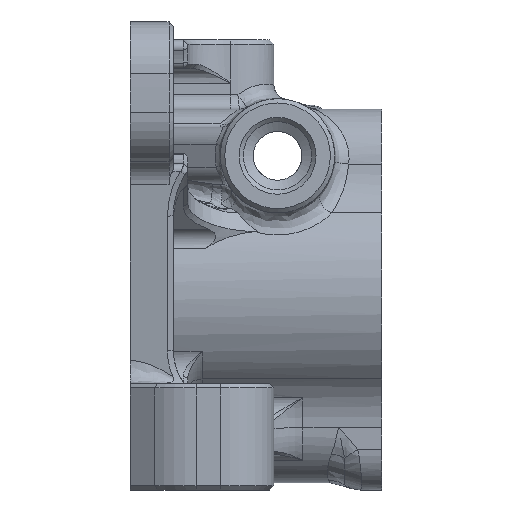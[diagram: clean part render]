
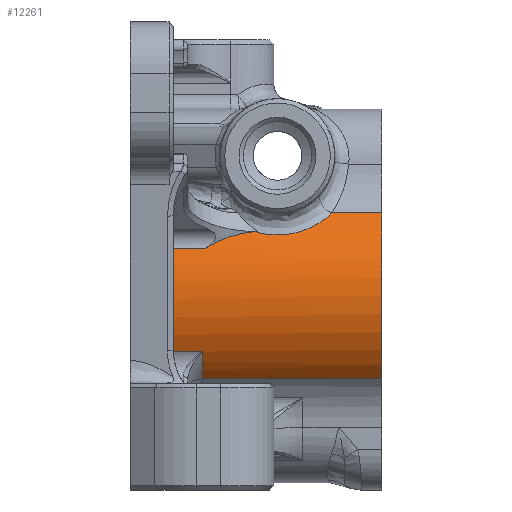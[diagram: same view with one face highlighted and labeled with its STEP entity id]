
A CAD part, left-side view. The second image highlights one B-rep face of the part: STEP entity #12261.
In plain terms, the highlighted cylindrical face has radius 8 mm (diameter 16 mm), a partial arc.
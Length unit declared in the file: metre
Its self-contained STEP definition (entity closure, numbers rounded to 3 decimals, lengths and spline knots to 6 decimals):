
#557=LINE('',#17316,#1228);
#560=LINE('',#17384,#1231);
#728=LINE('',#19728,#1399);
#924=LINE('',#21075,#1595);
#1228=VECTOR('',#13802,1.);
#1231=VECTOR('',#13815,1.);
#1399=VECTOR('',#14359,1.);
#1595=VECTOR('',#15059,1.);
#2343=B_SPLINE_CURVE_WITH_KNOTS('',3,(#30947,#30948,#30949,#30950,#30951),
 .UNSPECIFIED.,.F.,.F.,(4,1,4),(0.,0.002997,
0.005995),.UNSPECIFIED.);
#2344=B_SPLINE_CURVE_WITH_KNOTS('',3,(#30953,#30954,#30955,#30956),
 .UNSPECIFIED.,.F.,.F.,(4,4),(0.,1.),.UNSPECIFIED.);
#5430=ORIENTED_EDGE('',*,*,#7752,.T.);
#5431=ORIENTED_EDGE('',*,*,#7753,.T.);
#5432=ORIENTED_EDGE('',*,*,#6313,.T.);
#5433=ORIENTED_EDGE('',*,*,#7641,.T.);
#5434=ORIENTED_EDGE('',*,*,#7122,.T.);
#5435=ORIENTED_EDGE('',*,*,#7277,.T.);
#5436=ORIENTED_EDGE('',*,*,#6715,.F.);
#5437=ORIENTED_EDGE('',*,*,#6728,.F.);
#5438=ORIENTED_EDGE('',*,*,#6325,.T.);
#6313=EDGE_CURVE('',#8148,#8149,#557,.T.);
#6325=EDGE_CURVE('',#8159,#8158,#560,.T.);
#6715=EDGE_CURVE('',#8519,#8520,#728,.T.);
#6728=EDGE_CURVE('',#8159,#8519,#9301,.T.);
#7122=EDGE_CURVE('',#8834,#8835,#924,.T.);
#7277=EDGE_CURVE('',#8835,#8520,#9490,.T.);
#7641=EDGE_CURVE('',#8149,#8834,#9583,.T.);
#7752=EDGE_CURVE('',#8158,#8995,#2343,.T.);
#7753=EDGE_CURVE('',#8995,#8148,#2344,.T.);
#8148=VERTEX_POINT('',#17317);
#8149=VERTEX_POINT('',#17318);
#8158=VERTEX_POINT('',#17383);
#8159=VERTEX_POINT('',#17385);
#8519=VERTEX_POINT('',#19727);
#8520=VERTEX_POINT('',#19729);
#8834=VERTEX_POINT('',#21076);
#8835=VERTEX_POINT('',#21077);
#8995=VERTEX_POINT('',#30952);
#9301=CIRCLE('',#12708,0.008);
#9490=CIRCLE('',#13053,0.008);
#9583=CIRCLE('',#13340,0.008);
#10398=EDGE_LOOP('',(#5430,#5431,#5432,#5433,#5434,#5435,#5436,#5437,#5438));
#11249=FACE_BOUND('',#10398,.T.);
#11604=CYLINDRICAL_SURFACE('',#13480,0.008);
#12261=ADVANCED_FACE('',(#11249),#11604,.T.);
#12708=AXIS2_PLACEMENT_3D('',#19766,#14385,#14386);
#13053=AXIS2_PLACEMENT_3D('',#23071,#15296,#15297);
#13340=AXIS2_PLACEMENT_3D('',#29010,#16062,#16063);
#13480=AXIS2_PLACEMENT_3D('',#30946,#16354,#16355);
#13802=DIRECTION('',(0.,1.,0.));
#13815=DIRECTION('',(0.,1.,0.));
#14359=DIRECTION('',(0.,1.,0.));
#14385=DIRECTION('',(0.,-1.,0.));
#14386=DIRECTION('',(1.,0.,0.));
#15059=DIRECTION('',(0.,-1.,0.));
#15296=DIRECTION('',(0.,-1.,0.));
#15297=DIRECTION('',(1.,0.,0.));
#16062=DIRECTION('',(0.,-1.,0.));
#16063=DIRECTION('',(1.,0.,0.));
#16354=DIRECTION('',(0.,1.,0.));
#16355=DIRECTION('',(-1.,0.,0.));
#17316=CARTESIAN_POINT('',(-0.011579,-0.0115,0.016818));
#17317=CARTESIAN_POINT('',(-0.011579,0.00076,0.016818));
#17318=CARTESIAN_POINT('',(-0.011579,0.0057,0.016818));
#17383=CARTESIAN_POINT('',(-0.009833,-0.008017,0.019278));
#17384=CARTESIAN_POINT('',(-0.009833,-0.0115,0.019278));
#17385=CARTESIAN_POINT('',(-0.009833,-0.0115,0.019278));
#19727=CARTESIAN_POINT('',(-0.009833,-0.0115,0.007722));
#19728=CARTESIAN_POINT('',(-0.009833,-0.0115,0.007722));
#19729=CARTESIAN_POINT('',(-0.009833,0.001,0.007722));
#19766=CARTESIAN_POINT('',(-0.0043,-0.0115,0.0135));
#21075=CARTESIAN_POINT('',(-0.0113,-0.0115,0.009626));
#21076=CARTESIAN_POINT('',(-0.0113,0.0057,0.009626));
#21077=CARTESIAN_POINT('',(-0.0113,0.001,0.009626));
#23071=CARTESIAN_POINT('',(-0.0043,0.001,0.0135));
#29010=CARTESIAN_POINT('',(-0.0043,0.0057,0.0135));
#30946=CARTESIAN_POINT('',(-0.0043,-0.0115,0.0135));
#30947=CARTESIAN_POINT('',(-0.009833,-0.008017,0.019278));
#30948=CARTESIAN_POINT('',(-0.010441,-0.007452,0.018696));
#30949=CARTESIAN_POINT('',(-0.011149,-0.005759,0.017654));
#30950=CARTESIAN_POINT('',(-0.011124,-0.003637,0.017689));
#30951=CARTESIAN_POINT('',(-0.010936,-0.00269,0.017968));
#30952=CARTESIAN_POINT('',(-0.010938,-0.00269,0.017974));
#30953=CARTESIAN_POINT('',(-0.010936,-0.00269,0.017968));
#30954=CARTESIAN_POINT('',(-0.010974,-0.001614,0.017911));
#30955=CARTESIAN_POINT('',(-0.011243,-0.000464,0.017556));
#30956=CARTESIAN_POINT('',(-0.011579,0.00076,0.016818));
